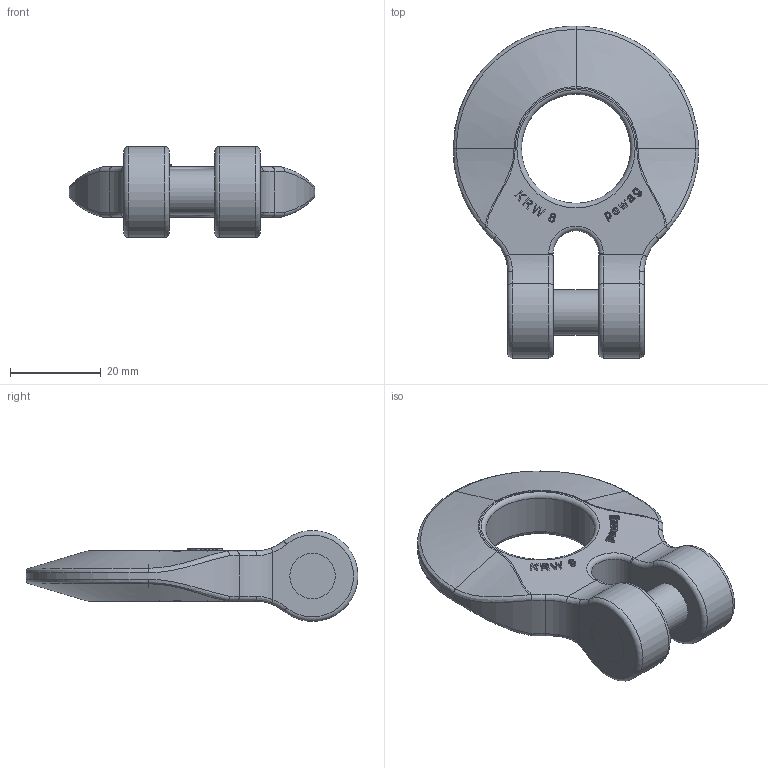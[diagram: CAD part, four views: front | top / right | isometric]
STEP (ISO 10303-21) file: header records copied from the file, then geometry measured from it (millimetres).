
FILE_DESCRIPTION(/* description */ (''),/* implementation_level */ '2;1');
FILE_NAME(/* name */ 'pewag_KRW_8',/* time_stamp */ '2010-02-01T15:02:52+01:00',/* author */ (''),/* organization */ (''),/* preprocessor_version */ 'ST-DEVELOPER v9',/* originating_system */ 'UGS - NX 4.0',/* authorisation */ '');
FILE_SCHEMA (('AUTOMOTIVE_DESIGN { 1 0 10303 214 1 1 1 1 }'));
Length unit declared in the file: millimetre
Products named in the file (1): ritFF9F5g2n
Bounding box: 54 x 73 x 20 mm (x, y, z)
Volume: 22100.3 mm3; surface area: 9049.4 mm2
Topology: 2 solids, 2 shells, 252 faces, 656 edges, 424 vertices
Faces by surface type: extrusion 93, plane 89, bspline 28, torus 24, cylinder 18
Full cylindrical faces by diameter (mm): 10 x3, 24 x1
Entity records: 9412 total; most frequent: CARTESIAN_POINT 3893, ORIENTED_EDGE 1296, DIRECTION 774, EDGE_CURVE 648, VERTEX_POINT 422, B_SPLINE_CURVE_WITH_KNOTS 410, VECTOR 338, EDGE_LOOP 280
